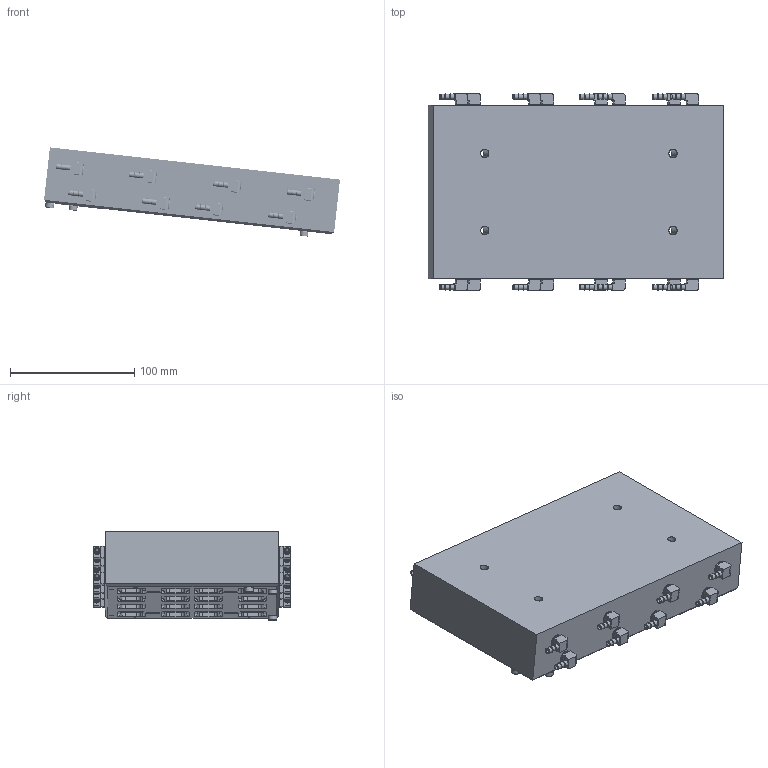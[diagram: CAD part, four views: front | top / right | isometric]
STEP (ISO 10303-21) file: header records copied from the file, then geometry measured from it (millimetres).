
FILE_DESCRIPTION(/* description */ (''),/* implementation_level */ '2;1');
FILE_NAME(/* name */ 'Chuck - 16-pocket.stp',/* time_stamp */ '2022-01-12T15:07:46-06:00',/* author */ ('Caleb Fangmeier'),/* organization */ (''),/* preprocessor_version */ 'ST-DEVELOPER v18.1',/* originating_system */ 'Autodesk Inventor 2022',/* authorisation */ '');
FILE_SCHEMA (('AUTOMOTIVE_DESIGN { 1 0 10303 214 3 1 1 }'));
Products named in the file (5): Chuck Assembly; UNLHEP-14-01-P-004_ChuckForGantry; 90128A212_ZNC-PLTD ALLOY STL SCKT HEAD CAP SCREW; 44555K147_BRASS BARBED TUBE FITTING FOR VACUUM; Rubber Seal
Assembly tree (21 placements, depth 2):
  Chuck Assembly
    UNLHEP-14-01-P-004_ChuckForGantry
    90128A212_ZNC-PLTD ALLOY STL SCKT HEAD CAP SCREW  x3
    44555K147_BRASS BARBED TUBE FITTING FOR VACUUM  x16
    Rubber Seal
Bounding box: 238.2 x 158.43 x 71.79 mm (x, y, z)
Volume: 1288662.9 mm3; surface area: 178626.9 mm2
Topology: 21 solids, 21 shells, 1398 faces, 3893 edges, 2610 vertices
Faces by surface type: plane 556, cylinder 465, cone 307, bspline 54, sphere 16
Full cylindrical faces by diameter (mm): 2.616 x4, 3.048 x32, 3.091 x39, 3.242 x8, 4 x39, 4.318 x48, 6.756 x4, 7 x3, 7.033 x16, 7.95 x16, 9.076 x16, 11.113 x4
Entity records: 29899 total; most frequent: CARTESIAN_POINT 13381, DIRECTION 3426, ORIENTED_EDGE 3372, EDGE_CURVE 1686, AXIS2_PLACEMENT_3D 1206, VERTEX_POINT 1124, LINE 1014, VECTOR 1014
